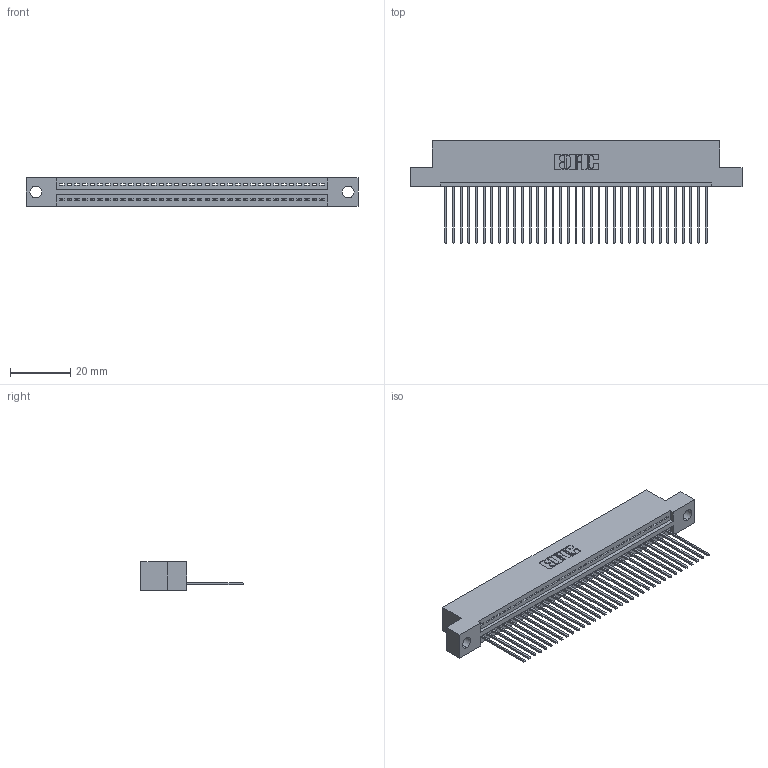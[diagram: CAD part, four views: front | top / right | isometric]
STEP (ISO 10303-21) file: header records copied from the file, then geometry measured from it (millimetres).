
FILE_DESCRIPTION (( 'STEP AP203' ), '1' );
FILE_NAME ('395-035-541-104.STEP', '2018-11-13T16:09:13', ( '' ), ( '' ), 'SwSTEP 2.0', 'SolidWorks 2016', '' );
FILE_SCHEMA (( 'CONFIG_CONTROL_DESIGN' ));
Length unit declared in the file: inch
Products named in the file (3): 345 Part_Flush Mounting Lugs - 0.156 Dia-TH; 345-292-001_345-293-141; 395-035-541-104
Assembly tree (36 placements, depth 2):
  395-035-541-104
    345 Part_Flush Mounting Lugs - 0.156 Dia-TH
    345-292-001_345-293-141  x35
Bounding box: 110.11 x 33.96 x 9.4 mm (x, y, z)
Volume: 10428.6 mm3; surface area: 14251.8 mm2
Topology: 36 solids, 36 shells, 2156 faces, 6501 edges, 4286 vertices
Faces by surface type: plane 1480, cylinder 676
Entity records: 27305 total; most frequent: CARTESIAN_POINT 4737, ORIENTED_EDGE 4706, DIRECTION 4147, EDGE_CURVE 2353, LINE 2081, VECTOR 2081, VERTEX_POINT 1566, AXIS2_PLACEMENT_3D 1033
